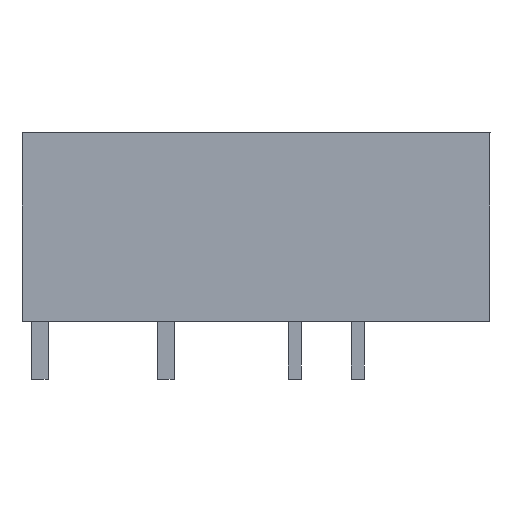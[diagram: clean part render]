
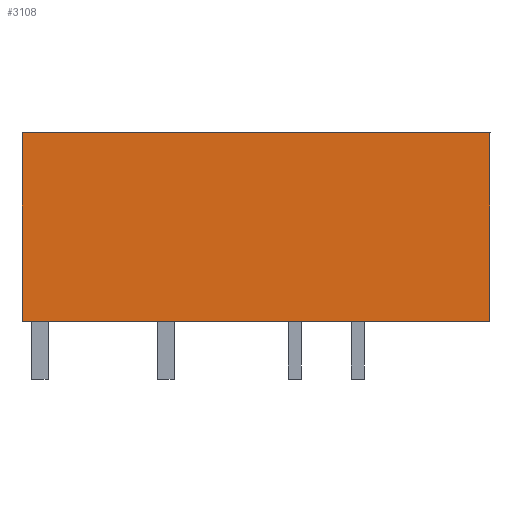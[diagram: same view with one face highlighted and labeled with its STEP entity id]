
A CAD part, left-side view. The second image highlights one B-rep face of the part: STEP entity #3108.
In plain terms, the highlighted planar face has unit normal (-1, 0, 0).
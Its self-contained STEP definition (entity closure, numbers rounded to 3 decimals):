
#3081=AXIS2_PLACEMENT_3D('Plane Axis2P3D',#3078,#3079,#3080) ;
#1924=CARTESIAN_POINT('Line Origine',(0.,14.15,14.9)) ;
#1928=CARTESIAN_POINT('Vertex',(0.,0.,14.9)) ;
#1930=CARTESIAN_POINT('Vertex',(0.,28.3,14.9)) ;
#3078=CARTESIAN_POINT('Axis2P3D Location',(0.,28.3,0.)) ;
#3083=CARTESIAN_POINT('Line Origine',(0.,14.15,3.5)) ;
#3087=CARTESIAN_POINT('Vertex',(0.,0.,3.5)) ;
#3089=CARTESIAN_POINT('Vertex',(0.,28.3,3.5)) ;
#3092=CARTESIAN_POINT('Line Origine',(0.,0.,9.2)) ;
#3097=CARTESIAN_POINT('Line Origine',(0.,28.3,9.2)) ;
#1925=DIRECTION('Vector Direction',(0.,1.,0.)) ;
#3079=DIRECTION('Axis2P3D Direction',(-1.,0.,0.)) ;
#3080=DIRECTION('Axis2P3D XDirection',(0.,-1.,0.)) ;
#3084=DIRECTION('Vector Direction',(0.,1.,0.)) ;
#3093=DIRECTION('Vector Direction',(0.,0.,-1.)) ;
#3098=DIRECTION('Vector Direction',(0.,0.,1.)) ;
#1926=VECTOR('Line Direction',#1925,1.) ;
#3085=VECTOR('Line Direction',#3084,1.) ;
#3094=VECTOR('Line Direction',#3093,1.) ;
#3099=VECTOR('Line Direction',#3098,1.) ;
#3103=ORIENTED_EDGE('',*,*,#3091,.F.) ;
#3104=ORIENTED_EDGE('',*,*,#3096,.F.) ;
#3105=ORIENTED_EDGE('',*,*,#1932,.T.) ;
#3106=ORIENTED_EDGE('',*,*,#3101,.T.) ;
#3108=ADVANCED_FACE('model',(#3107),#3082,.T.) ;
#1932=EDGE_CURVE('',#1929,#1931,#1927,.T.) ;
#3091=EDGE_CURVE('',#3088,#3090,#3086,.T.) ;
#3096=EDGE_CURVE('',#1929,#3088,#3095,.T.) ;
#3101=EDGE_CURVE('',#1931,#3090,#3100,.F.) ;
#3102=EDGE_LOOP('',(#3103,#3104,#3105,#3106)) ;
#3107=FACE_OUTER_BOUND('',#3102,.T.) ;
#1927=LINE('Line',#1924,#1926) ;
#3086=LINE('Line',#3083,#3085) ;
#3095=LINE('Line',#3092,#3094) ;
#3100=LINE('Line',#3097,#3099) ;
#3082=PLANE('',#3081) ;
#1929=VERTEX_POINT('',#1928) ;
#1931=VERTEX_POINT('',#1930) ;
#3088=VERTEX_POINT('',#3087) ;
#3090=VERTEX_POINT('',#3089) ;
